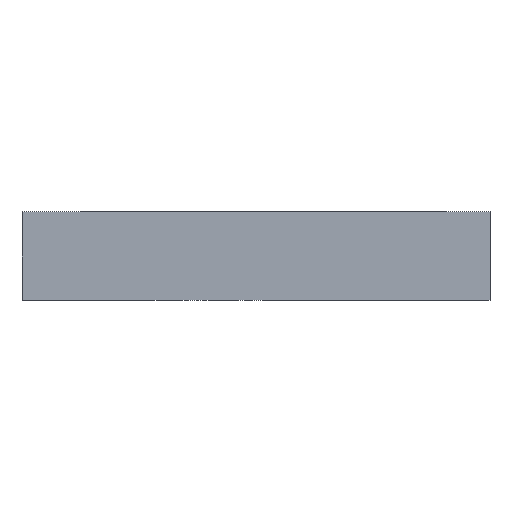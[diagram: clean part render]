
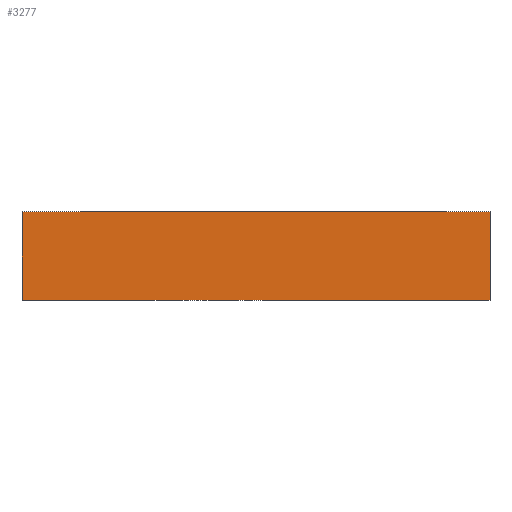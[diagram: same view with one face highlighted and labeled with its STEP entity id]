
A CAD part, front view. The second image highlights one B-rep face of the part: STEP entity #3277.
In plain terms, the highlighted face is planar.
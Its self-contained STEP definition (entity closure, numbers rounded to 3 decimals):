
#32 = EDGE_CURVE('',#33,#35,#37,.T.);
#33 = VERTEX_POINT('',#34);
#34 = CARTESIAN_POINT('',(-11.09,25.,1.7));
#35 = VERTEX_POINT('',#36);
#36 = CARTESIAN_POINT('',(6.91,25.,1.7));
#37 = SURFACE_CURVE('',#38,(#42,#54),.PCURVE_S1.);
#38 = LINE('',#39,#40);
#39 = CARTESIAN_POINT('',(-11.09,25.,1.7));
#40 = VECTOR('',#41,1.);
#41 = DIRECTION('',(1.,0.,0.));
#42 = PCURVE('',#43,#48);
#43 = PLANE('',#44);
#44 = AXIS2_PLACEMENT_3D('',#45,#46,#47);
#45 = CARTESIAN_POINT('',(-11.09,25.,1.7));
#46 = DIRECTION('',(0.,0.,1.));
#47 = DIRECTION('',(1.,0.,0.));
#48 = DEFINITIONAL_REPRESENTATION('',(#49),#53);
#49 = LINE('',#50,#51);
#50 = CARTESIAN_POINT('',(0.,0.));
#51 = VECTOR('',#52,1.);
#52 = DIRECTION('',(1.,0.));
#53 = ( GEOMETRIC_REPRESENTATION_CONTEXT(2) 
PARAMETRIC_REPRESENTATION_CONTEXT() REPRESENTATION_CONTEXT('2D SPACE',''
  ) );
#54 = PCURVE('',#55,#60);
#55 = PLANE('',#56);
#56 = AXIS2_PLACEMENT_3D('',#57,#58,#59);
#57 = CARTESIAN_POINT('',(-11.09,25.,0.));
#58 = DIRECTION('',(0.,-1.,0.));
#59 = DIRECTION('',(0.,-0.,-1.));
#60 = DEFINITIONAL_REPRESENTATION('',(#61),#65);
#61 = LINE('',#62,#63);
#62 = CARTESIAN_POINT('',(-1.7,0.));
#63 = VECTOR('',#64,1.);
#64 = DIRECTION('',(0.,1.));
#65 = ( GEOMETRIC_REPRESENTATION_CONTEXT(2) 
PARAMETRIC_REPRESENTATION_CONTEXT() REPRESENTATION_CONTEXT('2D SPACE',''
  ) );
#83 = PLANE('',#84);
#84 = AXIS2_PLACEMENT_3D('',#85,#86,#87);
#85 = CARTESIAN_POINT('',(-11.09,-5.,0.));
#86 = DIRECTION('',(1.,0.,-0.));
#87 = DIRECTION('',(0.,1.,0.));
#137 = PLANE('',#138);
#138 = AXIS2_PLACEMENT_3D('',#139,#140,#141);
#139 = CARTESIAN_POINT('',(6.91,25.,0.));
#140 = DIRECTION('',(-1.,0.,0.));
#141 = DIRECTION('',(0.,-1.,0.));
#2062 = PLANE('',#2063);
#2063 = AXIS2_PLACEMENT_3D('',#2064,#2065,#2066);
#2064 = CARTESIAN_POINT('',(-11.09,25.,-1.7));
#2065 = DIRECTION('',(0.,0.,1.));
#2066 = DIRECTION('',(1.,0.,0.));
#2099 = EDGE_CURVE('',#2100,#2102,#2104,.T.);
#2100 = VERTEX_POINT('',#2101);
#2101 = CARTESIAN_POINT('',(-11.09,25.,-1.7));
#2102 = VERTEX_POINT('',#2103);
#2103 = CARTESIAN_POINT('',(6.91,25.,-1.7));
#2104 = SURFACE_CURVE('',#2105,(#2109,#2116),.PCURVE_S1.);
#2105 = LINE('',#2106,#2107);
#2106 = CARTESIAN_POINT('',(-11.09,25.,-1.7));
#2107 = VECTOR('',#2108,1.);
#2108 = DIRECTION('',(1.,0.,0.));
#2109 = PCURVE('',#2062,#2110);
#2110 = DEFINITIONAL_REPRESENTATION('',(#2111),#2115);
#2111 = LINE('',#2112,#2113);
#2112 = CARTESIAN_POINT('',(0.,0.));
#2113 = VECTOR('',#2114,1.);
#2114 = DIRECTION('',(1.,0.));
#2115 = ( GEOMETRIC_REPRESENTATION_CONTEXT(2) 
PARAMETRIC_REPRESENTATION_CONTEXT() REPRESENTATION_CONTEXT('2D SPACE',''
  ) );
#2116 = PCURVE('',#55,#2117);
#2117 = DEFINITIONAL_REPRESENTATION('',(#2118),#2122);
#2118 = LINE('',#2119,#2120);
#2119 = CARTESIAN_POINT('',(1.7,0.));
#2120 = VECTOR('',#2121,1.);
#2121 = DIRECTION('',(0.,1.));
#2122 = ( GEOMETRIC_REPRESENTATION_CONTEXT(2) 
PARAMETRIC_REPRESENTATION_CONTEXT() REPRESENTATION_CONTEXT('2D SPACE',''
  ) );
#3277 = ADVANCED_FACE('',(#3278),#55,.F.);
#3278 = FACE_BOUND('',#3279,.T.);
#3279 = EDGE_LOOP('',(#3280,#3281,#3302,#3303));
#3280 = ORIENTED_EDGE('',*,*,#32,.T.);
#3281 = ORIENTED_EDGE('',*,*,#3282,.F.);
#3282 = EDGE_CURVE('',#2102,#35,#3283,.T.);
#3283 = SURFACE_CURVE('',#3284,(#3288,#3295),.PCURVE_S1.);
#3284 = LINE('',#3285,#3286);
#3285 = CARTESIAN_POINT('',(6.91,25.,0.));
#3286 = VECTOR('',#3287,1.);
#3287 = DIRECTION('',(0.,0.,1.));
#3288 = PCURVE('',#55,#3289);
#3289 = DEFINITIONAL_REPRESENTATION('',(#3290),#3294);
#3290 = LINE('',#3291,#3292);
#3291 = CARTESIAN_POINT('',(0.,18.));
#3292 = VECTOR('',#3293,1.);
#3293 = DIRECTION('',(-1.,0.));
#3294 = ( GEOMETRIC_REPRESENTATION_CONTEXT(2) 
PARAMETRIC_REPRESENTATION_CONTEXT() REPRESENTATION_CONTEXT('2D SPACE',''
  ) );
#3295 = PCURVE('',#137,#3296);
#3296 = DEFINITIONAL_REPRESENTATION('',(#3297),#3301);
#3297 = LINE('',#3298,#3299);
#3298 = CARTESIAN_POINT('',(0.,0.));
#3299 = VECTOR('',#3300,1.);
#3300 = DIRECTION('',(0.,1.));
#3301 = ( GEOMETRIC_REPRESENTATION_CONTEXT(2) 
PARAMETRIC_REPRESENTATION_CONTEXT() REPRESENTATION_CONTEXT('2D SPACE',''
  ) );
#3302 = ORIENTED_EDGE('',*,*,#2099,.F.);
#3303 = ORIENTED_EDGE('',*,*,#3304,.T.);
#3304 = EDGE_CURVE('',#2100,#33,#3305,.T.);
#3305 = SURFACE_CURVE('',#3306,(#3310,#3317),.PCURVE_S1.);
#3306 = LINE('',#3307,#3308);
#3307 = CARTESIAN_POINT('',(-11.09,25.,-1.7));
#3308 = VECTOR('',#3309,1.);
#3309 = DIRECTION('',(0.,0.,1.));
#3310 = PCURVE('',#55,#3311);
#3311 = DEFINITIONAL_REPRESENTATION('',(#3312),#3316);
#3312 = LINE('',#3313,#3314);
#3313 = CARTESIAN_POINT('',(1.7,0.));
#3314 = VECTOR('',#3315,1.);
#3315 = DIRECTION('',(-1.,0.));
#3316 = ( GEOMETRIC_REPRESENTATION_CONTEXT(2) 
PARAMETRIC_REPRESENTATION_CONTEXT() REPRESENTATION_CONTEXT('2D SPACE',''
  ) );
#3317 = PCURVE('',#83,#3318);
#3318 = DEFINITIONAL_REPRESENTATION('',(#3319),#3323);
#3319 = LINE('',#3320,#3321);
#3320 = CARTESIAN_POINT('',(30.,-1.7));
#3321 = VECTOR('',#3322,1.);
#3322 = DIRECTION('',(0.,1.));
#3323 = ( GEOMETRIC_REPRESENTATION_CONTEXT(2) 
PARAMETRIC_REPRESENTATION_CONTEXT() REPRESENTATION_CONTEXT('2D SPACE',''
  ) );
